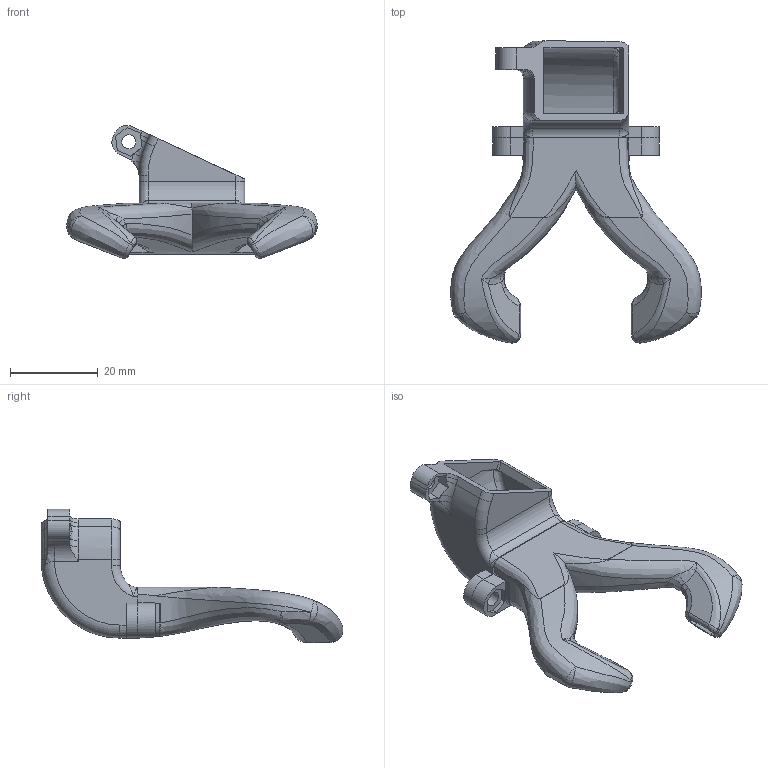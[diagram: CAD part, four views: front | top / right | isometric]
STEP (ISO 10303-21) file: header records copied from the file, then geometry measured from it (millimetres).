
FILE_DESCRIPTION(/* description */ (''),/* implementation_level */ '2;1');
FILE_NAME(/* name */ 'Fan Duct.step',/* time_stamp */ '2022-01-24T09:21:35-05:00',/* author */ (''),/* organization */ (''),/* preprocessor_version */ 'ST-DEVELOPER v18.1',/* originating_system */ 'Autodesk Translation Framework v10.10.0.1391',/* authorisation */ '');
FILE_SCHEMA (('AUTOMOTIVE_DESIGN { 1 0 10303 214 3 1 1 }'));
Length unit declared in the file: millimetre
Products named in the file (5): Fan Duct; Upper duct; Under duct; Hardware (4); Under Duct2
Assembly tree (4 placements, depth 2):
  Fan Duct
    Upper duct
    Under duct
    Hardware (4)
    Under Duct2
Bounding box: 57.31 x 69 x 30.43 mm (x, y, z)
Volume: 7424.2 mm3; surface area: 11078.6 mm2
Topology: 2 solids, 2 shells, 286 faces, 750 edges, 445 vertices
Faces by surface type: bspline 139, plane 71, cylinder 51, torus 17, sphere 8
Full cylindrical faces by diameter (mm): 3.2 x1, 3.4 x4
Entity records: 21537 total; most frequent: CARTESIAN_POINT 15450, ORIENTED_EDGE 1452, DIRECTION 935, EDGE_CURVE 726, VERTEX_POINT 445, AXIS2_PLACEMENT_3D 361, B_SPLINE_CURVE_WITH_KNOTS 307, EDGE_LOOP 303
